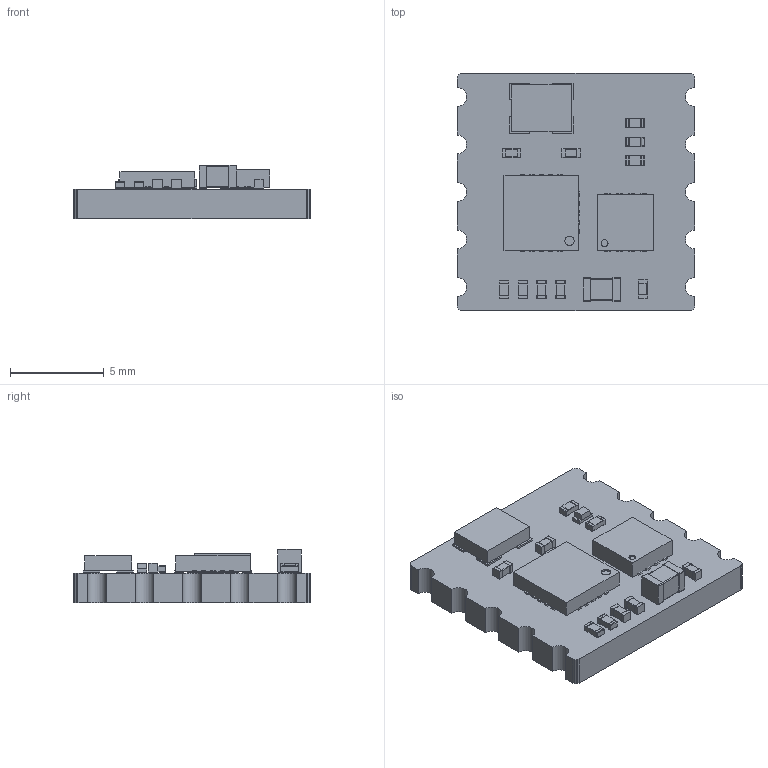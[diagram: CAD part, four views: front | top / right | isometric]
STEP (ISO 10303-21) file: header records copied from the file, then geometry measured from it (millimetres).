
FILE_DESCRIPTION(/* description */ ('KiCad electronic assembly'),/* implementation_level */ '2;1');
FILE_NAME(/* name */ 'CD-nano-MCP2515-CANbus-Castellated-Module.step',/* time_stamp */ '2024-08-29T20:55:06+02:00',/* author */ (''),/* organization */ (''),/* preprocessor_version */ 'ST-DEVELOPER v20',/* originating_system */ 'Autodesk Translation Framework v13.14.0.145',/* authorisation */ '');
FILE_SCHEMA (('AUTOMOTIVE_DESIGN { 1 0 10303 214 3 1 1 }'));
Length unit declared in the file: millimetre
Products named in the file (16): CD-nano-MCP2515-Castellated-CANbus-Module 1; ECS-80-8-33-JEN-TR3; COMPOUND; MCP2562T-E_MF; COMPOUND_1; C_0402_1005Metric; SOLID; MCP2515-E_ML; COMPOUND_2; C_0805_2012Metric; SOLID_1; LED_0402_1005Metric; SOLID_2; R_0402_1005Metric; SOLID_3; PCB
Assembly tree (22 placements, depth 3):
  CD-nano-MCP2515-Castellated-CANbus-Module 1
    C_0402_1005Metric  x5
      SOLID
    R_0402_1005Metric  x4
      SOLID_3
    ECS-80-8-33-JEN-TR3
      COMPOUND
    MCP2562T-E_MF
      COMPOUND_1
    MCP2515-E_ML
      COMPOUND_2
    C_0805_2012Metric
      SOLID_1
    LED_0402_1005Metric
      SOLID_2
    PCB
Bounding box: 12.7 x 12.7 x 2.88 mm (x, y, z)
Volume: 283.7 mm3; surface area: 580.7 mm2
Topology: 49 solids, 49 shells, 590 faces, 1407 edges, 930 vertices
Faces by surface type: plane 438, cylinder 152
Full cylindrical faces by diameter (mm): 0.375 x1, 0.5 x1
Entity records: 11797 total; most frequent: CARTESIAN_POINT 1959, DIRECTION 1951, ORIENTED_EDGE 1830, EDGE_CURVE 915, LINE 755, VECTOR 755, VERTEX_POINT 606, AXIS2_PLACEMENT_3D 598
